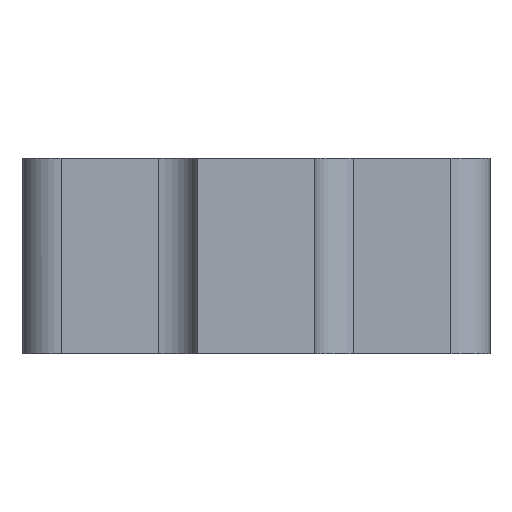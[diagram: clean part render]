
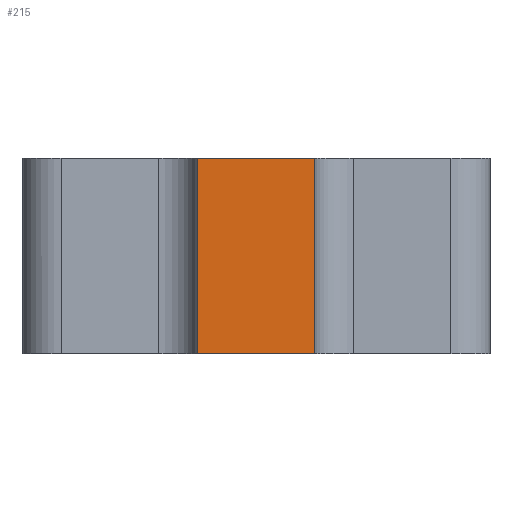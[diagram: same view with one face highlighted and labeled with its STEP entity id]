
A CAD part, front view. The second image highlights one B-rep face of the part: STEP entity #215.
In plain terms, the highlighted planar face has unit normal (0, -1, 0).
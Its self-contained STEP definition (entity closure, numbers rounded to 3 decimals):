
#44 = DIRECTION ( 'NONE',  ( 0., 0., 1. ) ) ;
#45 = EDGE_CURVE ( 'NONE', #1195, #1061, #202, .T. ) ;
#46 = ORIENTED_EDGE ( 'NONE', *, *, #638, .T. ) ;
#58 = CARTESIAN_POINT ( 'NONE',  ( -30., -140., 12.5 ) ) ;
#96 = ORIENTED_EDGE ( 'NONE', *, *, #1085, .F. ) ;
#98 = EDGE_CURVE ( 'NONE', #391, #781, #869, .T. ) ;
#103 = DIRECTION ( 'NONE',  ( 1., 0., 0. ) ) ;
#136 = AXIS2_PLACEMENT_3D ( 'NONE', #58, #1172, #44 ) ;
#140 = PLANE ( 'NONE',  #136 ) ;
#202 = LINE ( 'NONE', #907, #968 ) ;
#215 = ADVANCED_FACE ( 'NONE', ( #997 ), #140, .F. ) ;
#232 = ORIENTED_EDGE ( 'NONE', *, *, #45, .F. ) ;
#370 = LINE ( 'NONE', #891, #1093 ) ;
#391 = VERTEX_POINT ( 'NONE', #678 ) ;
#530 = DIRECTION ( 'NONE',  ( 0., 0., 1. ) ) ;
#609 = DIRECTION ( 'NONE',  ( 0., 0., 1. ) ) ;
#638 = EDGE_CURVE ( 'NONE', #1195, #391, #648, .T. ) ;
#645 = CARTESIAN_POINT ( 'NONE',  ( 7.5, -140., -12.5 ) ) ;
#648 = LINE ( 'NONE', #1317, #863 ) ;
#678 = CARTESIAN_POINT ( 'NONE',  ( 7.5, -140., -12.5 ) ) ;
#688 = CARTESIAN_POINT ( 'NONE',  ( -7.5, -140., 12.5 ) ) ;
#781 = VERTEX_POINT ( 'NONE', #920 ) ;
#863 = VECTOR ( 'NONE', #103, 1000. ) ;
#869 = LINE ( 'NONE', #645, #970 ) ;
#891 = CARTESIAN_POINT ( 'NONE',  ( -30., -140., 12.5 ) ) ;
#907 = CARTESIAN_POINT ( 'NONE',  ( -7.5, -140., -12.5 ) ) ;
#920 = CARTESIAN_POINT ( 'NONE',  ( 7.5, -140., 12.5 ) ) ;
#968 = VECTOR ( 'NONE', #609, 1000. ) ;
#970 = VECTOR ( 'NONE', #530, 1000. ) ;
#997 = FACE_OUTER_BOUND ( 'NONE', #1154, .T. ) ;
#1004 = CARTESIAN_POINT ( 'NONE',  ( -7.5, -140., -12.5 ) ) ;
#1061 = VERTEX_POINT ( 'NONE', #688 ) ;
#1085 = EDGE_CURVE ( 'NONE', #1061, #781, #370, .T. ) ;
#1093 = VECTOR ( 'NONE', #1303, 1000. ) ;
#1113 = ORIENTED_EDGE ( 'NONE', *, *, #98, .T. ) ;
#1154 = EDGE_LOOP ( 'NONE', ( #96, #232, #46, #1113 ) ) ;
#1172 = DIRECTION ( 'NONE',  ( 0., 1., 0. ) ) ;
#1195 = VERTEX_POINT ( 'NONE', #1004 ) ;
#1303 = DIRECTION ( 'NONE',  ( 1., 0., 0. ) ) ;
#1317 = CARTESIAN_POINT ( 'NONE',  ( -30., -140., -12.5 ) ) ;
